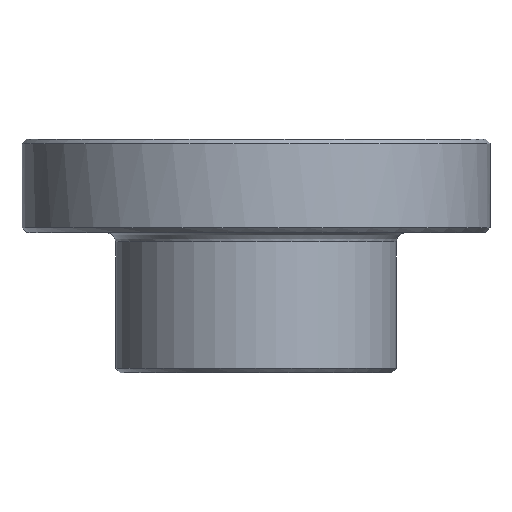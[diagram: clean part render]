
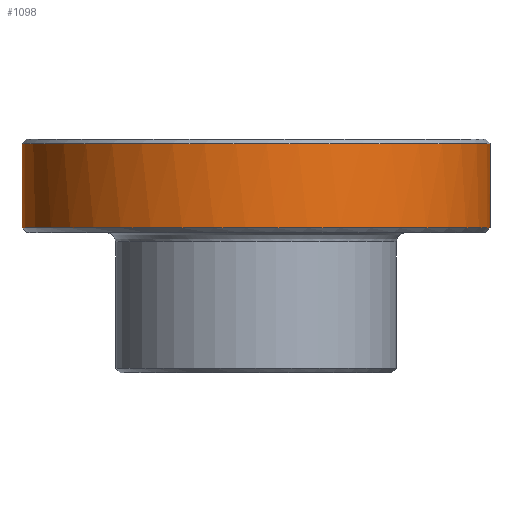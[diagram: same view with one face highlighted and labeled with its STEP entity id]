
A CAD part, front view. The second image highlights one B-rep face of the part: STEP entity #1098.
In plain terms, the highlighted free-form (B-spline) face has degree [2, 1] with [5, 2] control points.
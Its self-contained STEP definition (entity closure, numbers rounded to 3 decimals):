
#89 = VERTEX_POINT('',#90);
#90 = CARTESIAN_POINT('',(67.711,0.,-1.354));
#96 = VERTEX_POINT('',#97);
#97 = CARTESIAN_POINT('',(-67.711,0.,
    -1.354));
#137 = VERTEX_POINT('',#138);
#138 = CARTESIAN_POINT('',(-67.711,0.,
    -25.73));
#144 = VERTEX_POINT('',#145);
#145 = CARTESIAN_POINT('',(67.711,0.,-25.73));
#1077 = EDGE_CURVE('',#137,#96,#1078,.T.);
#1078 = B_SPLINE_CURVE_WITH_KNOTS('',1,(#1079,#1080),.UNSPECIFIED.,.F.,
  .F.,(2,2),(1.,19.),.PIECEWISE_BEZIER_KNOTS.);
#1079 = CARTESIAN_POINT('',(-67.711,0.,
    -25.73));
#1080 = CARTESIAN_POINT('',(-67.711,0.,
    -1.354));
#1083 = EDGE_CURVE('',#144,#89,#1084,.T.);
#1084 = B_SPLINE_CURVE_WITH_KNOTS('',1,(#1085,#1086),.UNSPECIFIED.,.F.,
  .F.,(2,2),(1.,19.),.PIECEWISE_BEZIER_KNOTS.);
#1085 = CARTESIAN_POINT('',(67.711,0.,-25.73));
#1086 = CARTESIAN_POINT('',(67.711,0.,-1.354));
#1098 = ADVANCED_FACE('',(#1099),#1119,.T.);
#1099 = FACE_BOUND('',#1100,.T.);
#1100 = EDGE_LOOP('',(#1101,#1102,#1110,#1111));
#1101 = ORIENTED_EDGE('',*,*,#1077,.F.);
#1102 = ORIENTED_EDGE('',*,*,#1103,.T.);
#1103 = EDGE_CURVE('',#137,#144,#1104,.T.);
#1104 = ( BOUNDED_CURVE() B_SPLINE_CURVE(2,(#1105,#1106,#1107,#1108,
#1109),.UNSPECIFIED.,.F.,.F.) B_SPLINE_CURVE_WITH_KNOTS((3,2,3),(
    3.142,4.712,6.283),
.PIECEWISE_BEZIER_KNOTS.) CURVE() GEOMETRIC_REPRESENTATION_ITEM() 
RATIONAL_B_SPLINE_CURVE((1.,0.707,1.,0.707,1.)) 
REPRESENTATION_ITEM('') );
#1105 = CARTESIAN_POINT('',(-67.711,0.,
    -25.73));
#1106 = CARTESIAN_POINT('',(-67.711,-67.711,
    -25.73));
#1107 = CARTESIAN_POINT('',(0.,-67.711,
    -25.73));
#1108 = CARTESIAN_POINT('',(67.711,-67.711,
    -25.73));
#1109 = CARTESIAN_POINT('',(67.711,0.,
    -25.73));
#1110 = ORIENTED_EDGE('',*,*,#1083,.T.);
#1111 = ORIENTED_EDGE('',*,*,#1112,.T.);
#1112 = EDGE_CURVE('',#89,#96,#1113,.T.);
#1113 = ( BOUNDED_CURVE() B_SPLINE_CURVE(2,(#1114,#1115,#1116,#1117,
#1118),.UNSPECIFIED.,.F.,.F.) B_SPLINE_CURVE_WITH_KNOTS((3,2,3),(0.,
1.571,3.142),.PIECEWISE_BEZIER_KNOTS.) CURVE() 
GEOMETRIC_REPRESENTATION_ITEM() RATIONAL_B_SPLINE_CURVE((1.,
0.707,1.,0.707,1.)) REPRESENTATION_ITEM('') );
#1114 = CARTESIAN_POINT('',(67.711,0.,-1.354));
#1115 = CARTESIAN_POINT('',(67.711,-67.711,
    -1.354));
#1116 = CARTESIAN_POINT('',(0.,-67.711,
    -1.354));
#1117 = CARTESIAN_POINT('',(-67.711,-67.711,
    -1.354));
#1118 = CARTESIAN_POINT('',(-67.711,0.,
    -1.354));
#1119 = ( BOUNDED_SURFACE() B_SPLINE_SURFACE(2,1,(
    (#1120,#1121)
    ,(#1122,#1123)
    ,(#1124,#1125)
    ,(#1126,#1127)
    ,(#1128,#1129
)),.UNSPECIFIED.,.F.,.F.,.F.) B_SPLINE_SURFACE_WITH_KNOTS((3,2,3),(2,2),
  (3.142,4.712,6.283),(1.,19.),
.PIECEWISE_BEZIER_KNOTS.) GEOMETRIC_REPRESENTATION_ITEM() 
RATIONAL_B_SPLINE_SURFACE((
    (1.,1.)
    ,(0.707,0.707)
    ,(1.,1.)
    ,(0.707,0.707)
,(1.,1.))) REPRESENTATION_ITEM('') SURFACE() );
#1120 = CARTESIAN_POINT('',(-67.711,0.,
    -25.73));
#1121 = CARTESIAN_POINT('',(-67.711,0.,
    -1.354));
#1122 = CARTESIAN_POINT('',(-67.711,-67.711,
    -25.73));
#1123 = CARTESIAN_POINT('',(-67.711,-67.711,
    -1.354));
#1124 = CARTESIAN_POINT('',(0.,-67.711,
    -25.73));
#1125 = CARTESIAN_POINT('',(0.,-67.711,
    -1.354));
#1126 = CARTESIAN_POINT('',(67.711,-67.711,
    -25.73));
#1127 = CARTESIAN_POINT('',(67.711,-67.711,
    -1.354));
#1128 = CARTESIAN_POINT('',(67.711,0.,
    -25.73));
#1129 = CARTESIAN_POINT('',(67.711,0.,
    -1.354));
